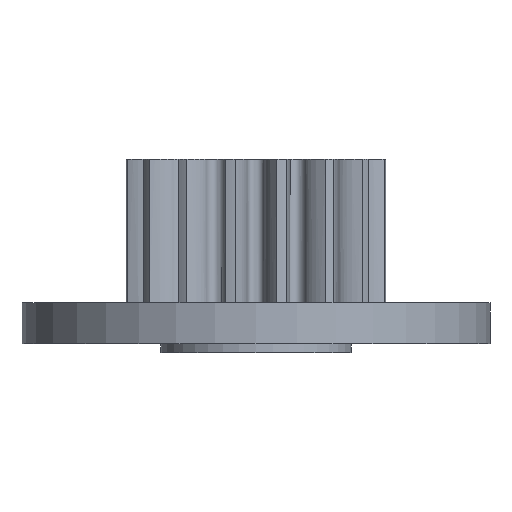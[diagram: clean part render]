
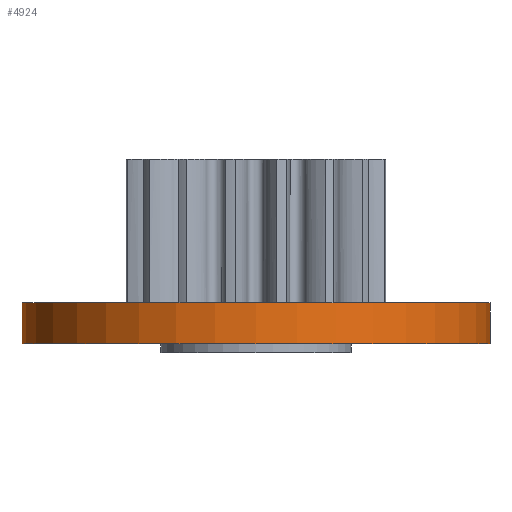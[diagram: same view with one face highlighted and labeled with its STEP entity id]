
A CAD part, front view. The second image highlights one B-rep face of the part: STEP entity #4924.
In plain terms, the highlighted cylindrical face has radius 8 mm (diameter 16 mm), a partial arc.
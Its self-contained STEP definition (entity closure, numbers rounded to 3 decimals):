
#595 = CARTESIAN_POINT ( 'NONE',  ( 8., 0., -3.85 ) ) ;
#596 = DIRECTION ( 'NONE',  ( 0., 0., 1. ) ) ;
#1880 = CARTESIAN_POINT ( 'NONE',  ( 0., 0., -2.45 ) ) ;
#1881 = DIRECTION ( 'NONE',  ( 0., 0., -1. ) ) ;
#1882 = DIRECTION ( 'NONE',  ( -1., 0., 0. ) ) ;
#2445 = EDGE_CURVE ( 'NONE', #3082, #3081, #2986, .T. ) ;
#2862 = ORIENTED_EDGE ( 'NONE', *, *, #2445, .T. ) ;
#2863 = ORIENTED_EDGE ( 'NONE', *, *, #4905, .T. ) ;
#2864 = ORIENTED_EDGE ( 'NONE', *, *, #4887, .F. ) ;
#2916 = EDGE_LOOP ( 'NONE', ( #2864, #2957, #2863, #2862 ) ) ;
#2957 = ORIENTED_EDGE ( 'NONE', *, *, #4892, .F. ) ;
#2986 = CIRCLE ( 'NONE', #4322, 8. ) ;
#3054 = VECTOR ( 'NONE', #5576, 1000. ) ;
#3055 = LINE ( 'NONE', #5579, #3054 ) ;
#3073 = VERTEX_POINT ( 'NONE', #5507 ) ;
#3074 = VERTEX_POINT ( 'NONE', #5508 ) ;
#3081 = VERTEX_POINT ( 'NONE', #5515 ) ;
#3082 = VERTEX_POINT ( 'NONE', #5516 ) ;
#3347 = DIRECTION ( 'NONE',  ( 1., 0., 0. ) ) ;
#3497 = CARTESIAN_POINT ( 'NONE',  ( 0., 0., -3.85 ) ) ;
#3498 = DIRECTION ( 'NONE',  ( 0., 0., 1. ) ) ;
#4322 = AXIS2_PLACEMENT_3D ( 'NONE', #1880, #1881, #1882 ) ;
#4345 = AXIS2_PLACEMENT_3D ( 'NONE', #3497, #3498, #3347 ) ;
#4356 = AXIS2_PLACEMENT_3D ( 'NONE', #5591, #5592, #5593 ) ;
#4701 = CYLINDRICAL_SURFACE ( 'NONE', #4345, 8. ) ;
#4724 = FACE_OUTER_BOUND ( 'NONE', #2916, .T. ) ;
#4736 = LINE ( 'NONE', #595, #4762 ) ;
#4762 = VECTOR ( 'NONE', #596, 1000. ) ;
#4799 = CIRCLE ( 'NONE', #4356, 8. ) ;
#4887 = EDGE_CURVE ( 'NONE', #3073, #3081, #3055, .T. ) ;
#4892 = EDGE_CURVE ( 'NONE', #3074, #3073, #4799, .T. ) ;
#4905 = EDGE_CURVE ( 'NONE', #3074, #3082, #4736, .T. ) ;
#4924 = ADVANCED_FACE ( 'NONE', ( #4724 ), #4701, .T. ) ;
#5507 = CARTESIAN_POINT ( 'NONE',  ( -8., 0., -3.85 ) ) ;
#5508 = CARTESIAN_POINT ( 'NONE',  ( 8., 0., -3.85 ) ) ;
#5515 = CARTESIAN_POINT ( 'NONE',  ( -8., 0., -2.45 ) ) ;
#5516 = CARTESIAN_POINT ( 'NONE',  ( 8., 0., -2.45 ) ) ;
#5576 = DIRECTION ( 'NONE',  ( 0., 0., 1. ) ) ;
#5579 = CARTESIAN_POINT ( 'NONE',  ( -8., 0., -3.85 ) ) ;
#5591 = CARTESIAN_POINT ( 'NONE',  ( 0., 0., -3.85 ) ) ;
#5592 = DIRECTION ( 'NONE',  ( 0., 0., -1. ) ) ;
#5593 = DIRECTION ( 'NONE',  ( -1., 0., 0. ) ) ;
